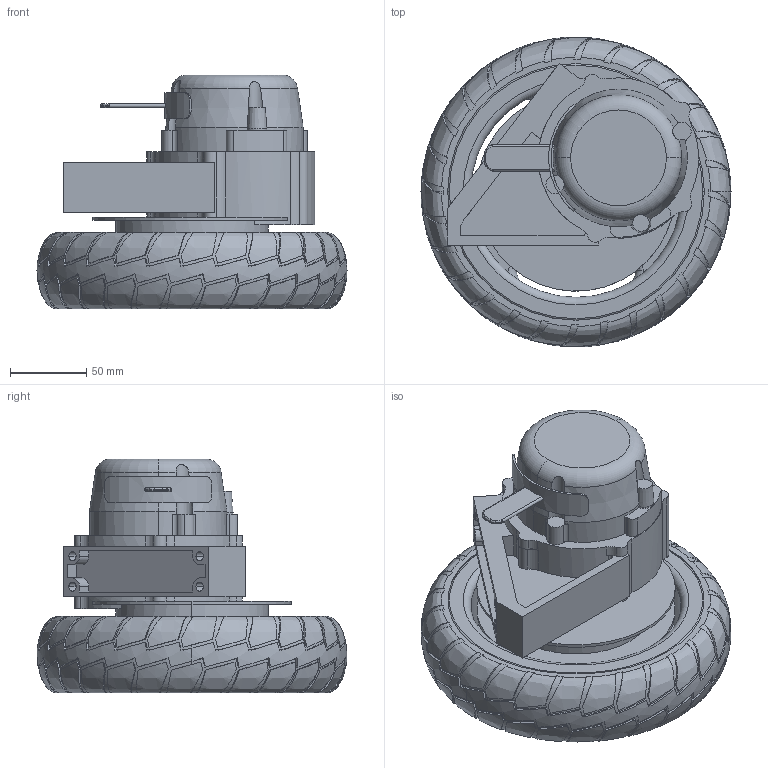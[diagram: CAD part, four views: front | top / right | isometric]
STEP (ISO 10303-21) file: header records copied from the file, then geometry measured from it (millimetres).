
FILE_DESCRIPTION (( 'STEP AP203' ), '1' );
FILE_NAME ('8寸轮椅车电机（左）.STEP', '2016-04-18T02:33:58', ( 'mycomputer' ), ( 'mycomputer' ), 'SwSTEP 2.0', 'SolidWorks 2014', '' );
FILE_SCHEMA (( 'CONFIG_CONTROL_DESIGN' ));
Length unit declared in the file: millimetre
Products named in the file (3): 8渡謫眛陬萇儂〞〞酘; 謫怚ㄗ8渡ㄘ; 8渡謫眛陬萇儂ㄗ酘ㄘ
Assembly tree (2 placements, depth 2):
  8渡謫眛陬萇儂ㄗ酘ㄘ
    8渡謫眛陬萇儂〞〞酘
    謫怚ㄗ8渡ㄘ
Bounding box: 203 x 202.83 x 153 mm (x, y, z)
Volume: 1990204.4 mm3; surface area: 258698.6 mm2
Topology: 2 solids, 2 shells, 799 faces, 2290 edges, 1501 vertices
Faces by surface type: plane 518, cylinder 131, bspline 86, torus 47, cone 17
Entity records: 34171 total; most frequent: CARTESIAN_POINT 14932, ORIENTED_EDGE 4568, DIRECTION 3192, EDGE_CURVE 2284, VERTEX_POINT 1501, AXIS2_PLACEMENT_3D 1221, B_SPLINE_CURVE_WITH_KNOTS 1019, EDGE_LOOP 821
